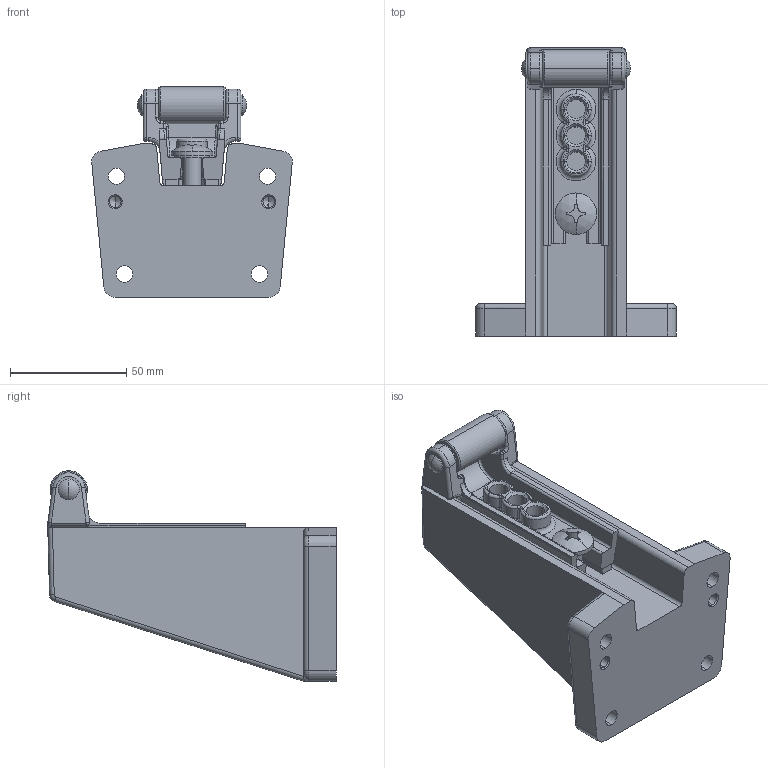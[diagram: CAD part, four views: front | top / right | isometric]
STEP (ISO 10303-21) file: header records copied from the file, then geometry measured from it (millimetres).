
FILE_DESCRIPTION (( 'STEP AP203' ), '1' );
FILE_NAME ('FA-601S-4.STEP', '2012-04-02T02:06:06', ( '11sw' ), ( 'タキゲン製造株式会社' ), 'SwSTEP 2.0', 'SolidWorks 2011', '' );
FILE_SCHEMA (( 'CONFIG_CONTROL_DESIGN' ));
Length unit declared in the file: millimetre
Products named in the file (5): FA-601S-4; FA-601S-1歯付座金_; FA-601S-1僩儔僗偹偠_; FA-601S-4＿止金(大); FA-601S-4＿受座
Assembly tree (6 placements, depth 2):
  FA-601S-4
    FA-601S-1僩儔僗偹偠_  x2
    FA-601S-1歯付座金_  x2
    FA-601S-4＿止金(大)
    FA-601S-4＿受座
Bounding box: 86.22 x 124 x 90.5 mm (x, y, z)
Volume: 265248.7 mm3; surface area: 57766.1 mm2
Topology: 6 solids, 6 shells, 401 faces, 970 edges, 583 vertices
Faces by surface type: cylinder 168, plane 109, torus 45, bspline 35, cone 33, sphere 11
Entity records: 12529 total; most frequent: CARTESIAN_POINT 3496, DIRECTION 1854, ORIENTED_EDGE 1756, EDGE_CURVE 878, AXIS2_PLACEMENT_3D 737, VERTEX_POINT 531, EDGE_LOOP 405, CIRCLE 393
